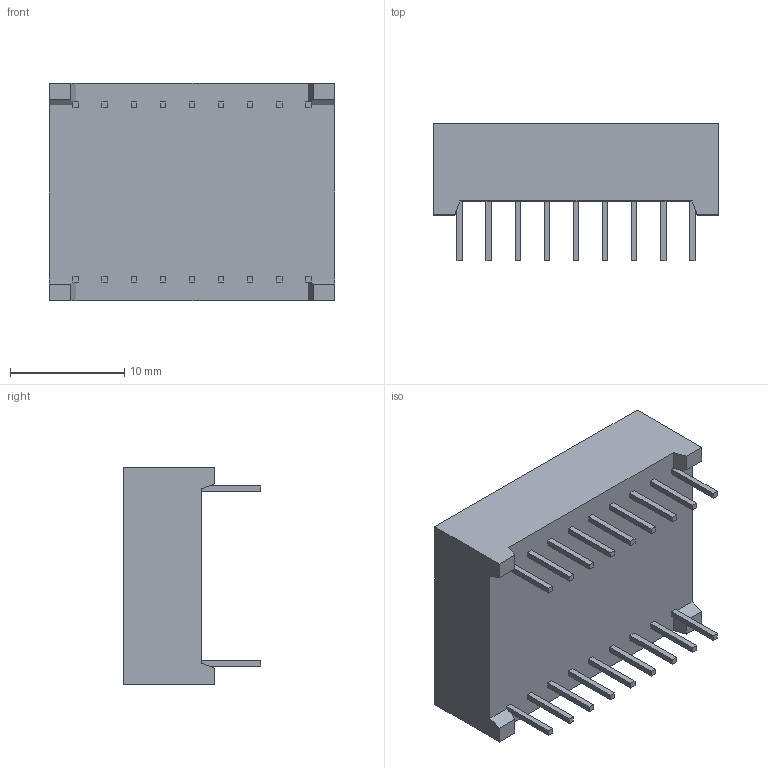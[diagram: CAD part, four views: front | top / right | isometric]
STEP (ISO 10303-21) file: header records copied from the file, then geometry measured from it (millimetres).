
FILE_DESCRIPTION (( 'STEP AP214' ), '1' );
FILE_NAME ('DX56.STEP', '2008-09-06T01:42:39', ( '' ), ( '' ), 'SwSTEP 2.0', 'SolidWorks 2008', '' );
FILE_SCHEMA (( 'AUTOMOTIVE_DESIGN' ));
Length unit declared in the file: millimetre
Products named in the file (1): DX56
Bounding box: 25 x 12 x 19.05 mm (x, y, z)
Volume: 3267.8 mm3; surface area: 1790 mm2
Topology: 1 solids, 1 shells, 483 faces, 1265 edges, 842 vertices
Faces by surface type: plane 355, bspline 116, cylinder 12
Entity records: 25364 total; most frequent: CARTESIAN_POINT 8979, ORIENTED_EDGE 2530, DIRECTION 1793, EDGE_CURVE 1265, LINE 1009, VECTOR 1009, VERTEX_POINT 842, EDGE_LOOP 541
